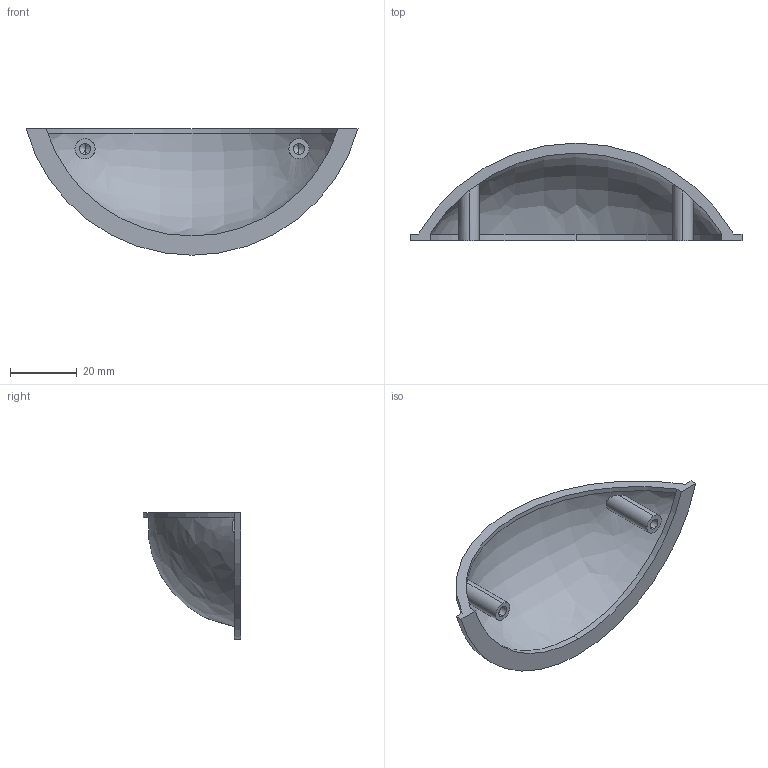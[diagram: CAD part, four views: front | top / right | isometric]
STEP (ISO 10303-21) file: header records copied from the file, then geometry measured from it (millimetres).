
FILE_DESCRIPTION (( 'STEP AP214' ), '1' );
FILE_NAME ('F002783,F002784,F002785,F002786_3D.step', '2022-07-07T08:10:00', ( '' ), ( '' ), 'SwSTEP 2.0', 'SolidWorks 2020', '' );
FILE_SCHEMA (( 'AUTOMOTIVE_DESIGN' ));
Length unit declared in the file: millimetre
Products named in the file (1): F002783,F002784,F002785,F002786_3D
Bounding box: 99.3 x 29.2 x 37.8 mm (x, y, z)
Volume: 7545.1 mm3; surface area: 9940 mm2
Topology: 2 solids, 2 shells, 34 faces, 82 edges, 50 vertices
Faces by surface type: cylinder 14, plane 11, bspline 5, cone 4
Entity records: 1716 total; most frequent: CARTESIAN_POINT 880, ORIENTED_EDGE 156, DIRECTION 146, EDGE_CURVE 78, AXIS2_PLACEMENT_3D 54, VERTEX_POINT 50, LINE 38, VECTOR 38
